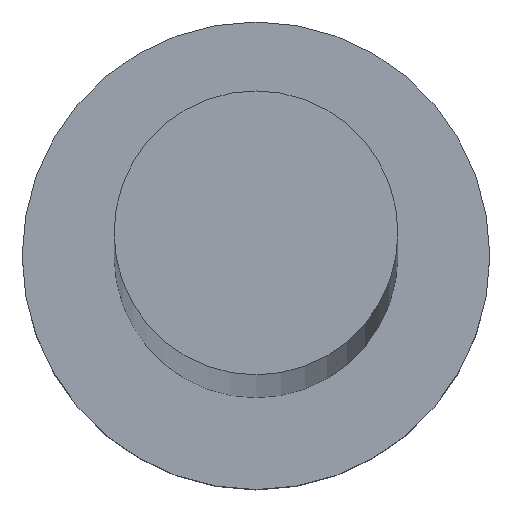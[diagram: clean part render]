
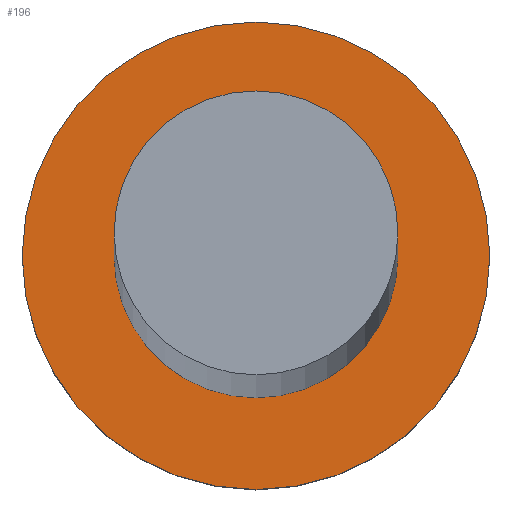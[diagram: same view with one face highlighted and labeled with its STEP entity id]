
A CAD part, top view. The second image highlights one B-rep face of the part: STEP entity #196.
In plain terms, the highlighted planar face has unit normal (0, 0, 1).
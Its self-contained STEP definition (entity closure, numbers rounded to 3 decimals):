
#6 = VERTEX_POINT ( 'NONE', #106 ) ;
#16 = EDGE_CURVE ( 'NONE', #115, #6, #179, .T. ) ;
#21 = FACE_BOUND ( 'NONE', #143, .T. ) ;
#28 = CARTESIAN_POINT ( 'NONE',  ( 4.25, 0., 6.5 ) ) ;
#32 = EDGE_CURVE ( 'NONE', #240, #236, #211, .T. ) ;
#34 = EDGE_LOOP ( 'NONE', ( #92, #178 ) ) ;
#63 = AXIS2_PLACEMENT_3D ( 'NONE', #246, #206, #191 ) ;
#77 = CARTESIAN_POINT ( 'NONE',  ( 7., 0., 6.5 ) ) ;
#90 = CARTESIAN_POINT ( 'NONE',  ( 0., 0., 6.5 ) ) ;
#92 = ORIENTED_EDGE ( 'NONE', *, *, #32, .T. ) ;
#96 = DIRECTION ( 'NONE',  ( 1., 0., 0. ) ) ;
#106 = CARTESIAN_POINT ( 'NONE',  ( -4.25, 0., 6.5 ) ) ;
#110 = EDGE_CURVE ( 'NONE', #236, #240, #238, .T. ) ;
#115 = VERTEX_POINT ( 'NONE', #28 ) ;
#130 = DIRECTION ( 'NONE',  ( 1., 0., 0. ) ) ;
#131 = EDGE_CURVE ( 'NONE', #6, #115, #215, .T. ) ;
#143 = EDGE_LOOP ( 'NONE', ( #217, #245 ) ) ;
#150 = CARTESIAN_POINT ( 'NONE',  ( 0., 0., 6.5 ) ) ;
#160 = CARTESIAN_POINT ( 'NONE',  ( 0., 0., 6.5 ) ) ;
#162 = AXIS2_PLACEMENT_3D ( 'NONE', #90, #190, #168 ) ;
#168 = DIRECTION ( 'NONE',  ( 1., 0., 0. ) ) ;
#170 = CARTESIAN_POINT ( 'NONE',  ( 0., 0., 6.5 ) ) ;
#178 = ORIENTED_EDGE ( 'NONE', *, *, #110, .T. ) ;
#179 = CIRCLE ( 'NONE', #63, 4.25 ) ;
#180 = CARTESIAN_POINT ( 'NONE',  ( -7., 0., 6.5 ) ) ;
#184 = PLANE ( 'NONE',  #233 ) ;
#186 = DIRECTION ( 'NONE',  ( 0., 0., 1. ) ) ;
#190 = DIRECTION ( 'NONE',  ( 0., 0., 1. ) ) ;
#191 = DIRECTION ( 'NONE',  ( 1., 0., 0. ) ) ;
#196 = ADVANCED_FACE ( 'NONE', ( #21, #200 ), #184, .T. ) ;
#200 = FACE_OUTER_BOUND ( 'NONE', #34, .T. ) ;
#203 = AXIS2_PLACEMENT_3D ( 'NONE', #150, #251, #96 ) ;
#206 = DIRECTION ( 'NONE',  ( 0., 0., 1. ) ) ;
#210 = AXIS2_PLACEMENT_3D ( 'NONE', #170, #230, #130 ) ;
#211 = CIRCLE ( 'NONE', #203, 7. ) ;
#215 = CIRCLE ( 'NONE', #162, 4.25 ) ;
#217 = ORIENTED_EDGE ( 'NONE', *, *, #131, .F. ) ;
#230 = DIRECTION ( 'NONE',  ( 0., 0., 1. ) ) ;
#233 = AXIS2_PLACEMENT_3D ( 'NONE', #160, #186, #244 ) ;
#236 = VERTEX_POINT ( 'NONE', #77 ) ;
#238 = CIRCLE ( 'NONE', #210, 7. ) ;
#240 = VERTEX_POINT ( 'NONE', #180 ) ;
#244 = DIRECTION ( 'NONE',  ( 1., 0., 0. ) ) ;
#245 = ORIENTED_EDGE ( 'NONE', *, *, #16, .F. ) ;
#246 = CARTESIAN_POINT ( 'NONE',  ( 0., 0., 6.5 ) ) ;
#251 = DIRECTION ( 'NONE',  ( 0., 0., 1. ) ) ;
